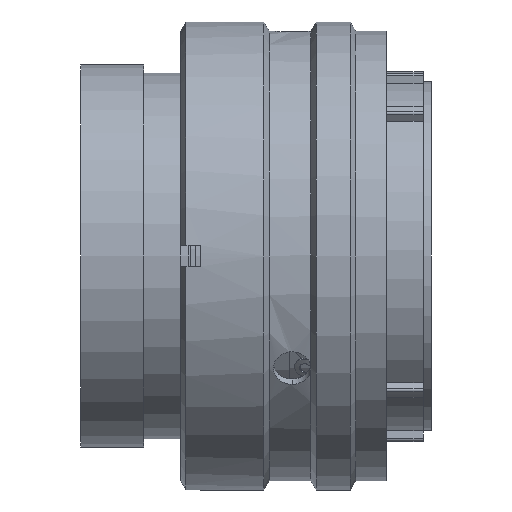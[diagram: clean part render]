
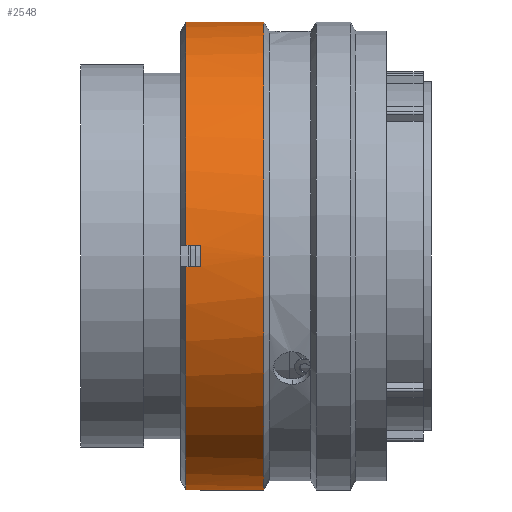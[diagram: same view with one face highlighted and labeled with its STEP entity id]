
A CAD part, front view. The second image highlights one B-rep face of the part: STEP entity #2548.
In plain terms, the highlighted cylindrical face has radius 22.25 mm (diameter 44.5 mm), a partial arc.
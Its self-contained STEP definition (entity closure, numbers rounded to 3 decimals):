
#88 = ORIENTED_EDGE ( 'NONE', *, *, #66071, .T. ) ;
#1039 = ORIENTED_EDGE ( 'NONE', *, *, #62448, .F. ) ;
#1348 = CARTESIAN_POINT ( 'NONE',  ( 10.02, -1., 22.228 ) ) ;
#1385 = LINE ( 'NONE', #124979, #130582 ) ;
#2548 = ADVANCED_FACE ( 'NONE', ( #24764 ), #52404, .T. ) ;
#3005 = CARTESIAN_POINT ( 'NONE',  ( 11.42, -22.228, -1. ) ) ;
#3626 = VECTOR ( 'NONE', #63477, 1000. ) ;
#5172 = CARTESIAN_POINT ( 'NONE',  ( 10.02, 0., 0. ) ) ;
#6885 = DIRECTION ( 'NONE',  ( 1., 0., 0. ) ) ;
#8703 = CARTESIAN_POINT ( 'NONE',  ( 10.02, -1., -22.228 ) ) ;
#9324 = AXIS2_PLACEMENT_3D ( 'NONE', #37419, #80780, #58882 ) ;
#9632 = VERTEX_POINT ( 'NONE', #134676 ) ;
#9795 = CIRCLE ( 'NONE', #44064, 22.25 ) ;
#10438 = DIRECTION ( 'NONE',  ( 0., 0., 1. ) ) ;
#11668 = ORIENTED_EDGE ( 'NONE', *, *, #65467, .T. ) ;
#15572 = CIRCLE ( 'NONE', #60706, 22.25 ) ;
#18259 = VECTOR ( 'NONE', #6885, 1000. ) ;
#20468 = AXIS2_PLACEMENT_3D ( 'NONE', #54113, #127261, #118170 ) ;
#20937 = DIRECTION ( 'NONE',  ( 1., 0., 0. ) ) ;
#21391 = CARTESIAN_POINT ( 'NONE',  ( 11.42, 0., 0. ) ) ;
#21740 = DIRECTION ( 'NONE',  ( 1., 0., 0. ) ) ;
#22359 = DIRECTION ( 'NONE',  ( 0., 0., 1. ) ) ;
#22904 = VERTEX_POINT ( 'NONE', #86361 ) ;
#23191 = VERTEX_POINT ( 'NONE', #101421 ) ;
#23854 = CIRCLE ( 'NONE', #32606, 22.25 ) ;
#23882 = DIRECTION ( 'NONE',  ( 1., 0., 0. ) ) ;
#24764 = FACE_OUTER_BOUND ( 'NONE', #122354, .T. ) ;
#26544 = ORIENTED_EDGE ( 'NONE', *, *, #57090, .T. ) ;
#29124 = VERTEX_POINT ( 'NONE', #126081 ) ;
#29507 = EDGE_CURVE ( 'NONE', #135549, #81210, #76232, .T. ) ;
#31239 = CARTESIAN_POINT ( 'NONE',  ( 11.42, 0., 22.25 ) ) ;
#31439 = ORIENTED_EDGE ( 'NONE', *, *, #73441, .F. ) ;
#31784 = LINE ( 'NONE', #40528, #129928 ) ;
#31970 = CARTESIAN_POINT ( 'NONE',  ( 29.07, -1., -22.228 ) ) ;
#32606 = AXIS2_PLACEMENT_3D ( 'NONE', #133577, #49451, #103407 ) ;
#37419 = CARTESIAN_POINT ( 'NONE',  ( 29.07, 0., 0. ) ) ;
#39036 = ORIENTED_EDGE ( 'NONE', *, *, #99177, .T. ) ;
#39411 = DIRECTION ( 'NONE',  ( -1., 0., 0. ) ) ;
#40528 = CARTESIAN_POINT ( 'NONE',  ( 29.07, 0., 22.25 ) ) ;
#41590 = DIRECTION ( 'NONE',  ( 1., 0., 0. ) ) ;
#41749 = CARTESIAN_POINT ( 'NONE',  ( 11.42, -1., -22.228 ) ) ;
#44064 = AXIS2_PLACEMENT_3D ( 'NONE', #53408, #41590, #22359 ) ;
#45232 = VERTEX_POINT ( 'NONE', #41749 ) ;
#46845 = ORIENTED_EDGE ( 'NONE', *, *, #29507, .T. ) ;
#48865 = CARTESIAN_POINT ( 'NONE',  ( 29.07, -22.228, 1. ) ) ;
#49451 = DIRECTION ( 'NONE',  ( 1., 0., 0. ) ) ;
#52197 = CIRCLE ( 'NONE', #134263, 22.25 ) ;
#52361 = DIRECTION ( 'NONE',  ( 0., 0., -1. ) ) ;
#52404 = CYLINDRICAL_SURFACE ( 'NONE', #9324, 22.25 ) ;
#53408 = CARTESIAN_POINT ( 'NONE',  ( 11.42, 0., 0. ) ) ;
#54113 = CARTESIAN_POINT ( 'NONE',  ( 11.42, 0., 0. ) ) ;
#54115 = EDGE_CURVE ( 'NONE', #69061, #70548, #71992, .T. ) ;
#57090 = EDGE_CURVE ( 'NONE', #29124, #98614, #23854, .T. ) ;
#58882 = DIRECTION ( 'NONE',  ( 0., 0., -1. ) ) ;
#60430 = ORIENTED_EDGE ( 'NONE', *, *, #70279, .T. ) ;
#60706 = AXIS2_PLACEMENT_3D ( 'NONE', #5172, #23882, #127628 ) ;
#62022 = EDGE_CURVE ( 'NONE', #45232, #69061, #9795, .T. ) ;
#62278 = DIRECTION ( 'NONE',  ( -1., 0., 0. ) ) ;
#62448 = EDGE_CURVE ( 'NONE', #73845, #22904, #31784, .T. ) ;
#63477 = DIRECTION ( 'NONE',  ( 1., 0., 0. ) ) ;
#65467 = EDGE_CURVE ( 'NONE', #81210, #29124, #1385, .T. ) ;
#65764 = LINE ( 'NONE', #31970, #3626 ) ;
#66071 = EDGE_CURVE ( 'NONE', #98614, #45232, #65764, .T. ) ;
#69061 = VERTEX_POINT ( 'NONE', #96096 ) ;
#70279 = EDGE_CURVE ( 'NONE', #73845, #9632, #73699, .T. ) ;
#70548 = VERTEX_POINT ( 'NONE', #80940 ) ;
#71992 = LINE ( 'NONE', #128264, #106376 ) ;
#73441 = EDGE_CURVE ( 'NONE', #22904, #70548, #52197, .T. ) ;
#73699 = CIRCLE ( 'NONE', #20468, 22.25 ) ;
#73845 = VERTEX_POINT ( 'NONE', #31239 ) ;
#76167 = CARTESIAN_POINT ( 'NONE',  ( 17.44, 0., 0. ) ) ;
#76232 = CIRCLE ( 'NONE', #85664, 22.25 ) ;
#80780 = DIRECTION ( 'NONE',  ( 1., 0., 0. ) ) ;
#80940 = CARTESIAN_POINT ( 'NONE',  ( 17.44, 0., -22.25 ) ) ;
#81210 = VERTEX_POINT ( 'NONE', #3005 ) ;
#81961 = LINE ( 'NONE', #133082, #103264 ) ;
#85664 = AXIS2_PLACEMENT_3D ( 'NONE', #21391, #20937, #10438 ) ;
#86361 = CARTESIAN_POINT ( 'NONE',  ( 17.44, 0., 22.25 ) ) ;
#92584 = ORIENTED_EDGE ( 'NONE', *, *, #54115, .T. ) ;
#96096 = CARTESIAN_POINT ( 'NONE',  ( 11.42, 0., -22.25 ) ) ;
#97219 = ORIENTED_EDGE ( 'NONE', *, *, #119390, .T. ) ;
#98263 = CARTESIAN_POINT ( 'NONE',  ( 11.42, -22.228, 1. ) ) ;
#98614 = VERTEX_POINT ( 'NONE', #8703 ) ;
#99177 = EDGE_CURVE ( 'NONE', #108838, #23191, #15572, .T. ) ;
#101421 = CARTESIAN_POINT ( 'NONE',  ( 10.02, -22.228, 1. ) ) ;
#103264 = VECTOR ( 'NONE', #39411, 1000. ) ;
#103407 = DIRECTION ( 'NONE',  ( 0., 0., -1. ) ) ;
#106376 = VECTOR ( 'NONE', #106809, 1000. ) ;
#106772 = ORIENTED_EDGE ( 'NONE', *, *, #116012, .T. ) ;
#106809 = DIRECTION ( 'NONE',  ( 1., 0., 0. ) ) ;
#108838 = VERTEX_POINT ( 'NONE', #1348 ) ;
#112407 = ORIENTED_EDGE ( 'NONE', *, *, #62022, .T. ) ;
#116012 = EDGE_CURVE ( 'NONE', #9632, #108838, #81961, .T. ) ;
#118170 = DIRECTION ( 'NONE',  ( 0., 0., 1. ) ) ;
#119390 = EDGE_CURVE ( 'NONE', #23191, #135549, #124544, .T. ) ;
#122354 = EDGE_LOOP ( 'NONE', ( #1039, #60430, #106772, #39036, #97219, #46845, #11668, #26544, #88, #112407, #92584, #31439 ) ) ;
#124544 = LINE ( 'NONE', #48865, #18259 ) ;
#124979 = CARTESIAN_POINT ( 'NONE',  ( 29.07, -22.228, -1. ) ) ;
#126081 = CARTESIAN_POINT ( 'NONE',  ( 10.02, -22.228, -1. ) ) ;
#127261 = DIRECTION ( 'NONE',  ( 1., 0., 0. ) ) ;
#127628 = DIRECTION ( 'NONE',  ( 0., 0., -1. ) ) ;
#128264 = CARTESIAN_POINT ( 'NONE',  ( 29.07, 0., -22.25 ) ) ;
#129928 = VECTOR ( 'NONE', #134683, 1000. ) ;
#130582 = VECTOR ( 'NONE', #62278, 1000. ) ;
#133082 = CARTESIAN_POINT ( 'NONE',  ( 29.07, -1., 22.228 ) ) ;
#133577 = CARTESIAN_POINT ( 'NONE',  ( 10.02, 0., 0. ) ) ;
#134263 = AXIS2_PLACEMENT_3D ( 'NONE', #76167, #21740, #52361 ) ;
#134676 = CARTESIAN_POINT ( 'NONE',  ( 11.42, -1., 22.228 ) ) ;
#134683 = DIRECTION ( 'NONE',  ( 1., 0., 0. ) ) ;
#135549 = VERTEX_POINT ( 'NONE', #98263 ) ;
